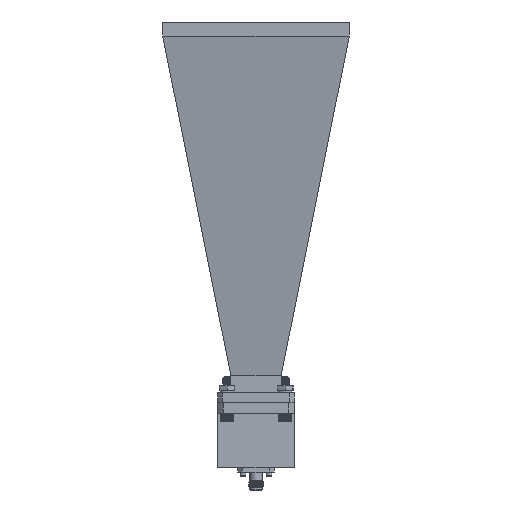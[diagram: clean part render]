
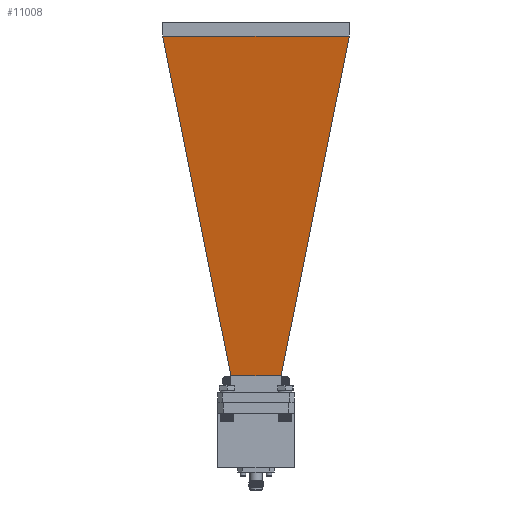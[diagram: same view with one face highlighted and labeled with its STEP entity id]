
A CAD part, front view. The second image highlights one B-rep face of the part: STEP entity #11008.
In plain terms, the highlighted face is planar.
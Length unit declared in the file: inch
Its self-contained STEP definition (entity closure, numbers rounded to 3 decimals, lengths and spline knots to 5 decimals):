
#618 = VECTOR ( 'NONE', #16999, 39.37008 ) ;
#675 = LINE ( 'NONE', #6065, #15698 ) ;
#1024 = ORIENTED_EDGE ( 'NONE', *, *, #5809, .T. ) ;
#1056 = CARTESIAN_POINT ( 'NONE',  ( -0.27361, -0.42956, 1.95904 ) ) ;
#1224 = CARTESIAN_POINT ( 'NONE',  ( -0.27361, 0., 1.95904 ) ) ;
#2399 = DIRECTION ( 'NONE',  ( 0.156, -0.194, -0.968 ) ) ;
#2695 = CARTESIAN_POINT ( 'NONE',  ( -0.27361, -0.42956, 1.95904 ) ) ;
#3035 = DIRECTION ( 'NONE',  ( -0.987, 0., -0.159 ) ) ;
#3461 = DIRECTION ( 'NONE',  ( 0., 1., 0. ) ) ;
#4374 = ORIENTED_EDGE ( 'NONE', *, *, #13668, .T. ) ;
#5244 = LINE ( 'NONE', #1056, #6999 ) ;
#5715 = CARTESIAN_POINT ( 'NONE',  ( -0.27361, 0.42956, 1.95904 ) ) ;
#5809 = EDGE_CURVE ( 'NONE', #12850, #7846, #9547, .T. ) ;
#6065 = CARTESIAN_POINT ( 'NONE',  ( -1.20857, 0., 7.75773 ) ) ;
#6089 = ORIENTED_EDGE ( 'NONE', *, *, #16615, .T. ) ;
#6404 = ORIENTED_EDGE ( 'NONE', *, *, #16174, .T. ) ;
#6823 = VECTOR ( 'NONE', #2399, 39.37008 ) ;
#6999 = VECTOR ( 'NONE', #10988, 39.37008 ) ;
#7190 = CARTESIAN_POINT ( 'NONE',  ( -1.20857, 1.59229, 7.75773 ) ) ;
#7846 = VERTEX_POINT ( 'NONE', #5715 ) ;
#9414 = AXIS2_PLACEMENT_3D ( 'NONE', #15757, #3035, #15935 ) ;
#9547 = LINE ( 'NONE', #15209, #6823 ) ;
#10272 = FACE_OUTER_BOUND ( 'NONE', #11701, .T. ) ;
#10592 = CARTESIAN_POINT ( 'NONE',  ( -1.20857, -1.59229, 7.75773 ) ) ;
#10988 = DIRECTION ( 'NONE',  ( -0.156, -0.194, 0.968 ) ) ;
#11008 = ADVANCED_FACE ( 'NONE', ( #10272 ), #14633, .T. ) ;
#11701 = EDGE_LOOP ( 'NONE', ( #6089, #4374, #6404, #1024 ) ) ;
#12625 = LINE ( 'NONE', #1224, #618 ) ;
#12850 = VERTEX_POINT ( 'NONE', #7190 ) ;
#13668 = EDGE_CURVE ( 'NONE', #13896, #16166, #5244, .T. ) ;
#13896 = VERTEX_POINT ( 'NONE', #2695 ) ;
#14633 = PLANE ( 'NONE',  #9414 ) ;
#15209 = CARTESIAN_POINT ( 'NONE',  ( -1.20857, 1.59229, 7.75773 ) ) ;
#15698 = VECTOR ( 'NONE', #3461, 39.37008 ) ;
#15757 = CARTESIAN_POINT ( 'NONE',  ( -0.75851, 0., 4.9664 ) ) ;
#15935 = DIRECTION ( 'NONE',  ( -0.159, 0., 0.987 ) ) ;
#16166 = VERTEX_POINT ( 'NONE', #10592 ) ;
#16174 = EDGE_CURVE ( 'NONE', #16166, #12850, #675, .T. ) ;
#16615 = EDGE_CURVE ( 'NONE', #7846, #13896, #12625, .T. ) ;
#16999 = DIRECTION ( 'NONE',  ( 0., -1., 0. ) ) ;
